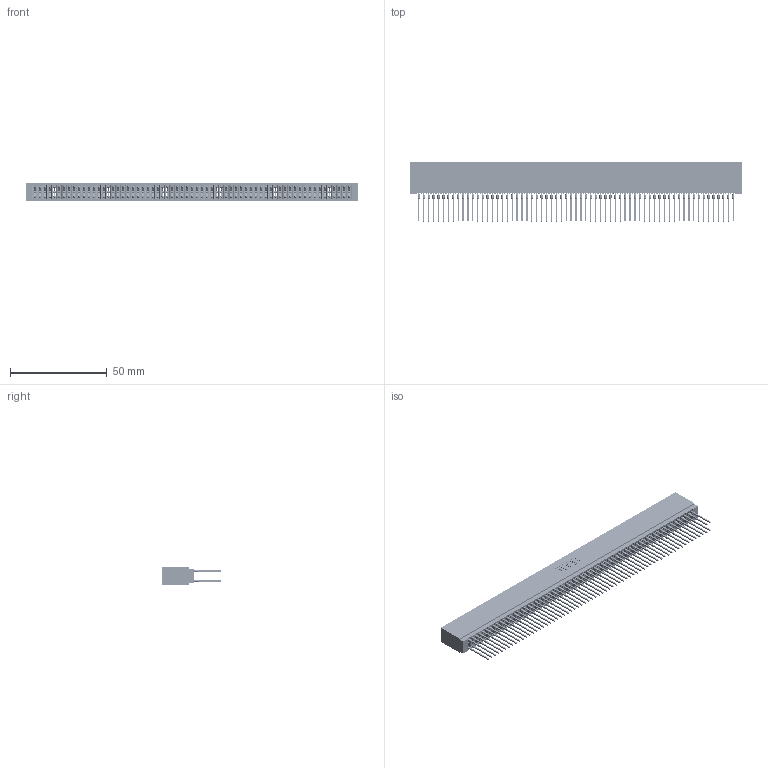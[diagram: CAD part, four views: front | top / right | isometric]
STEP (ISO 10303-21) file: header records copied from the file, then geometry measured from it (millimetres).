
FILE_DESCRIPTION (( 'STEP AP203' ), '1' );
FILE_NAME ('745-130-540-201.STEP', '2020-09-14T19:17:48', ( '' ), ( '' ), 'SwSTEP 2.0', 'SolidWorks 2020', '' );
FILE_SCHEMA (( 'CONFIG_CONTROL_DESIGN' ));
Length unit declared in the file: inch
Products named in the file (3): 745-292-001_540; 745-130-540-201; 745 Part_Insulator Option - 01
Assembly tree (131 placements, depth 2):
  745-130-540-201
    745 Part_Insulator Option - 01
    745-292-001_540  x130
Bounding box: 171.7 x 30.62 x 8.89 mm (x, y, z)
Volume: 15708.6 mm3; surface area: 33967.3 mm2
Topology: 131 solids, 131 shells, 11730 faces, 31523 edges, 19802 vertices
Faces by surface type: plane 6035, bspline 2600, cylinder 2315, torus 780
Entity records: 106295 total; most frequent: CARTESIAN_POINT 18931, ORIENTED_EDGE 18412, DIRECTION 16064, EDGE_CURVE 9206, LINE 8634, VECTOR 8634, VERTEX_POINT 5870, AXIS2_PLACEMENT_3D 3715
